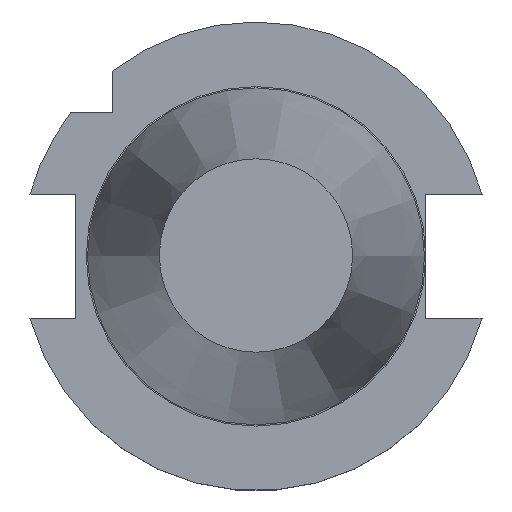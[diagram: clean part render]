
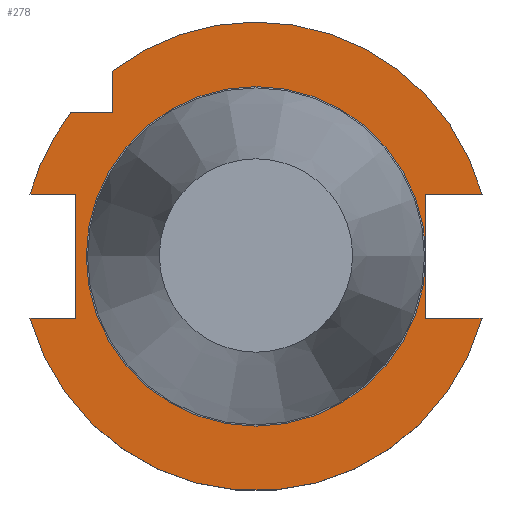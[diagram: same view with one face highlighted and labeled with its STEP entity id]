
A CAD part, top view. The second image highlights one B-rep face of the part: STEP entity #278.
In plain terms, the highlighted planar face has unit normal (0, 0, 1).
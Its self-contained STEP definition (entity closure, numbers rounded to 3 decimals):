
#53=LINE('',#1496,#105);
#64=LINE('',#1535,#116);
#65=LINE('',#1538,#117);
#66=LINE('',#1539,#118);
#67=LINE('',#1541,#119);
#68=LINE('',#1542,#120);
#69=LINE('',#1543,#121);
#70=LINE('',#1544,#122);
#71=LINE('',#1546,#123);
#105=VECTOR('',#1225,1.);
#116=VECTOR('',#1260,1.);
#117=VECTOR('',#1261,1.);
#118=VECTOR('',#1262,1.);
#119=VECTOR('',#1263,1.);
#120=VECTOR('',#1264,1.);
#121=VECTOR('',#1265,1.);
#122=VECTOR('',#1266,1.);
#123=VECTOR('',#1267,1.);
#278=ADVANCED_FACE('CU_FL_SU_5',(#340),#319,.F.);
#319=PLANE('',#1048);
#340=FACE_OUTER_BOUND('',#422,.T.);
#422=EDGE_LOOP('',(#539,#540,#541,#542,#543,#544,#545,#546,#547,#548,#549,
#550,#551));
#539=ORIENTED_EDGE('',*,*,#840,.T.);
#540=ORIENTED_EDGE('',*,*,#841,.T.);
#541=ORIENTED_EDGE('',*,*,#832,.T.);
#542=ORIENTED_EDGE('',*,*,#842,.T.);
#543=ORIENTED_EDGE('',*,*,#843,.F.);
#544=ORIENTED_EDGE('',*,*,#836,.F.);
#545=ORIENTED_EDGE('',*,*,#844,.F.);
#546=ORIENTED_EDGE('',*,*,#822,.F.);
#547=ORIENTED_EDGE('',*,*,#845,.T.);
#548=ORIENTED_EDGE('',*,*,#828,.F.);
#549=ORIENTED_EDGE('',*,*,#846,.F.);
#550=ORIENTED_EDGE('',*,*,#847,.T.);
#551=ORIENTED_EDGE('',*,*,#848,.T.);
#733=VERTEX_POINT('',#1497);
#734=VERTEX_POINT('',#1498);
#736=VERTEX_POINT('',#1504);
#738=VERTEX_POINT('',#1508);
#739=VERTEX_POINT('',#1512);
#742=VERTEX_POINT('',#1517);
#744=VERTEX_POINT('',#1522);
#746=VERTEX_POINT('',#1526);
#749=VERTEX_POINT('',#1536);
#750=VERTEX_POINT('',#1537);
#751=VERTEX_POINT('',#1540);
#752=VERTEX_POINT('',#1545);
#822=EDGE_CURVE('',#733,#734,#53,.T.);
#828=EDGE_CURVE('',#738,#736,#934,.T.);
#832=EDGE_CURVE('',#739,#742,#936,.T.);
#836=EDGE_CURVE('',#746,#744,#938,.T.);
#840=EDGE_CURVE('',#749,#750,#64,.T.);
#841=EDGE_CURVE('',#750,#739,#65,.T.);
#842=EDGE_CURVE('',#742,#751,#66,.T.);
#843=EDGE_CURVE('',#744,#751,#67,.T.);
#844=EDGE_CURVE('',#734,#746,#68,.T.);
#845=EDGE_CURVE('',#733,#736,#69,.T.);
#846=EDGE_CURVE('',#752,#738,#70,.T.);
#847=EDGE_CURVE('',#752,#749,#71,.T.);
#848=EDGE_CURVE('',#749,#749,#940,.T.);
#934=CIRCLE('',#1037,48.725);
#936=CIRCLE('',#1040,48.725);
#938=CIRCLE('',#1043,48.725);
#940=CIRCLE('',#1047,35.3);
#1037=AXIS2_PLACEMENT_3D('',#1509,#1234,#1235);
#1040=AXIS2_PLACEMENT_3D('',#1518,#1242,#1243);
#1043=AXIS2_PLACEMENT_3D('',#1527,#1250,#1251);
#1047=AXIS2_PLACEMENT_3D('',#1547,#1268,#1269);
#1048=AXIS2_PLACEMENT_3D('',#1548,#1270,#1271);
#1225=DIRECTION('',(0.,1.,0.));
#1234=DIRECTION('',(0.,0.,-1.));
#1235=DIRECTION('',(-1.,0.,0.));
#1242=DIRECTION('',(0.,0.,1.));
#1243=DIRECTION('',(-1.,0.,0.));
#1250=DIRECTION('',(0.,0.,-1.));
#1251=DIRECTION('',(-1.,0.,0.));
#1260=DIRECTION('',(0.,1.,0.));
#1261=DIRECTION('',(1.,0.,0.));
#1262=DIRECTION('',(0.,-1.,0.));
#1263=DIRECTION('',(1.,0.,0.));
#1264=DIRECTION('',(-1.,0.,0.));
#1265=DIRECTION('',(-1.,0.,0.));
#1266=DIRECTION('',(1.,0.,0.));
#1267=DIRECTION('',(0.,1.,0.));
#1268=DIRECTION('',(0.,0.,-1.));
#1269=DIRECTION('',(-1.,0.,0.));
#1270=DIRECTION('',(0.,0.,-1.));
#1271=DIRECTION('',(-1.,0.,0.));
#1496=CARTESIAN_POINT('',(-37.5,34.7,-3.2));
#1497=CARTESIAN_POINT('',(-37.5,-12.903,-3.2));
#1498=CARTESIAN_POINT('',(-37.5,12.903,-3.2));
#1504=CARTESIAN_POINT('',(-46.986,-12.903,-3.2));
#1508=CARTESIAN_POINT('',(46.986,-12.903,-3.2));
#1509=CARTESIAN_POINT('',(0.,0.,-3.2));
#1512=CARTESIAN_POINT('',(46.986,12.903,-3.2));
#1517=CARTESIAN_POINT('',(-29.85,38.511,-3.2));
#1518=CARTESIAN_POINT('',(0.,0.,-3.2));
#1522=CARTESIAN_POINT('',(-38.511,29.85,-3.2));
#1526=CARTESIAN_POINT('',(-46.986,12.903,-3.2));
#1527=CARTESIAN_POINT('',(0.,0.,-3.2));
#1535=CARTESIAN_POINT('',(35.3,34.7,-3.2));
#1536=CARTESIAN_POINT('',(35.3,0.,-3.2));
#1537=CARTESIAN_POINT('',(35.3,12.903,-3.2));
#1538=CARTESIAN_POINT('',(58.725,12.903,-3.2));
#1539=CARTESIAN_POINT('',(-29.85,34.7,-3.2));
#1540=CARTESIAN_POINT('',(-29.85,29.85,-3.2));
#1541=CARTESIAN_POINT('',(0.,29.85,-3.2));
#1542=CARTESIAN_POINT('',(0.,12.903,-3.2));
#1543=CARTESIAN_POINT('',(-58.725,-12.903,-3.2));
#1544=CARTESIAN_POINT('',(0.,-12.903,-3.2));
#1545=CARTESIAN_POINT('',(35.3,-12.903,-3.2));
#1546=CARTESIAN_POINT('',(35.3,34.7,-3.2));
#1547=CARTESIAN_POINT('',(0.,0.,-3.2));
#1548=CARTESIAN_POINT('',(0.,34.7,-3.2));
